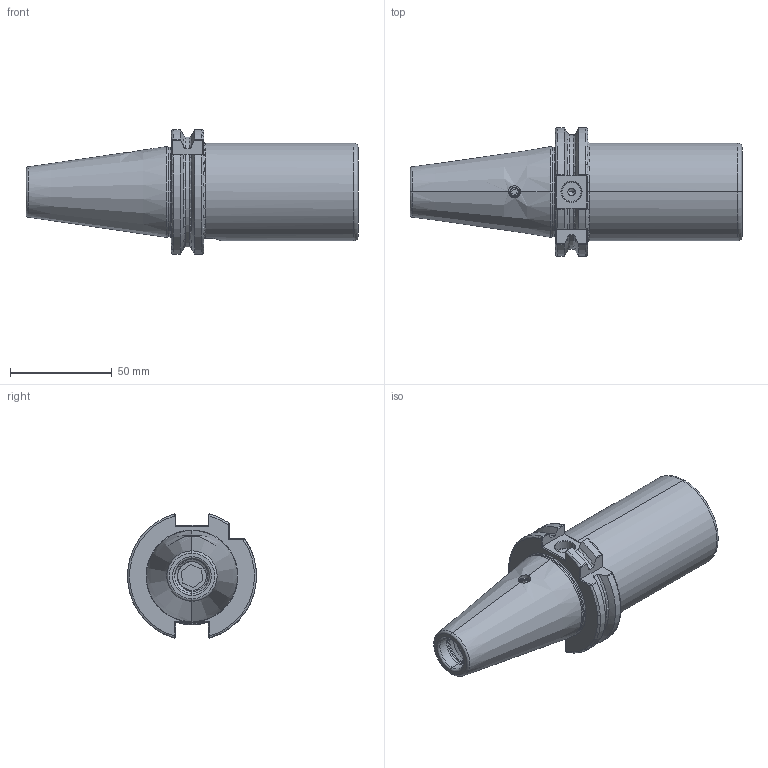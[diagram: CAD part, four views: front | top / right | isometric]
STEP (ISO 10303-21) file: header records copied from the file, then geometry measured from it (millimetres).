
FILE_DESCRIPTION (( 'STEP AP203' ), '1' );
FILE_NAME ('402.08.04.STEP', '2016-07-16T07:57:29', ( '' ), ( '' ), 'SwSTEP 2.0', 'SolidWorks 2012', '' );
FILE_SCHEMA (( 'CONFIG_CONTROL_DESIGN' ));
Length unit declared in the file: millimetre
Products named in the file (5): 402.08.04; 2-01130023_M16xP2-45L; 2-41371004AF_M26xP1.5_13L; 2-01150002C1_M5xP0.8-6L
Assembly tree (4 placements, depth 2):
  402.08.04
    402.08.04
    2-01130023_M16xP2-45L
    2-41371004AF_M26xP1.5_13L
    2-01150002C1_M5xP0.8-6L
Bounding box: 163.4 x 63.34 x 61.24 mm (x, y, z)
Volume: 175516.8 mm3; surface area: 50572.1 mm2
Topology: 4 solids, 4 shells, 409 faces, 1101 edges, 696 vertices
Faces by surface type: cylinder 172, plane 80, bspline 63, cone 56, torus 38
Entity records: 56344 total; most frequent: CARTESIAN_POINT 47106, ORIENTED_EDGE 2178, DIRECTION 1440, EDGE_CURVE 1089, VERTEX_POINT 696, AXIS2_PLACEMENT_3D 550, EDGE_LOOP 423, ADVANCED_FACE 409
